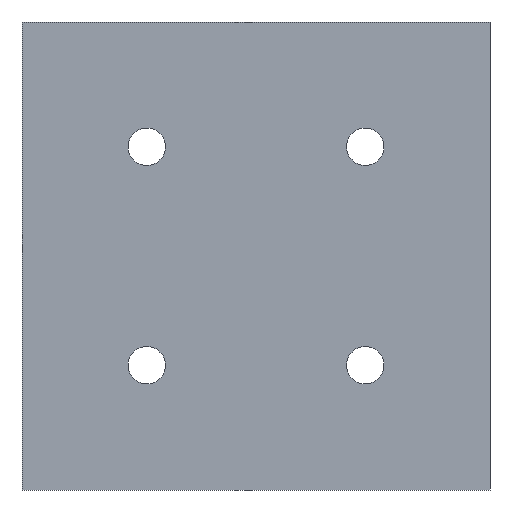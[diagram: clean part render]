
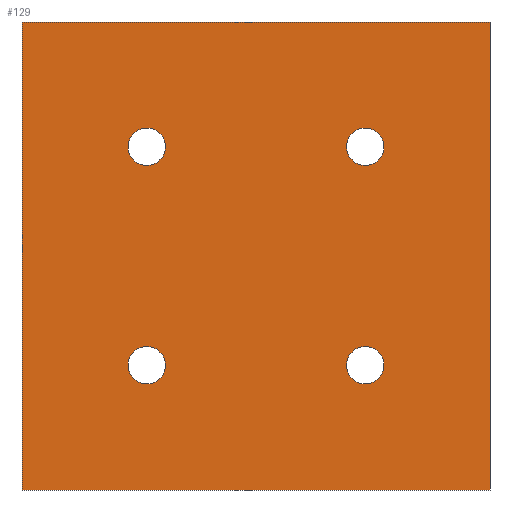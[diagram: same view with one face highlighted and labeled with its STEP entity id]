
A CAD part, front view. The second image highlights one B-rep face of the part: STEP entity #129.
In plain terms, the highlighted planar face has unit normal (0, -1, 0).
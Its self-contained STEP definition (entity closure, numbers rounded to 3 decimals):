
#1 = LINE ( 'NONE', #456, #49 ) ;
#10 = EDGE_CURVE ( 'NONE', #447, #145, #61, .T. ) ;
#16 = PLANE ( 'NONE',  #529 ) ;
#21 = DIRECTION ( 'NONE',  ( 0., 0., -1. ) ) ;
#24 = DIRECTION ( 'NONE',  ( 0., 1., 0. ) ) ;
#28 = VECTOR ( 'NONE', #21, 1000. ) ;
#29 = AXIS2_PLACEMENT_3D ( 'NONE', #79, #366, #481 ) ;
#33 = DIRECTION ( 'NONE',  ( 0., 1., 0. ) ) ;
#40 = CIRCLE ( 'NONE', #266, 6. ) ;
#42 = ORIENTED_EDGE ( 'NONE', *, *, #92, .T. ) ;
#44 = FACE_BOUND ( 'NONE', #399, .T. ) ;
#47 = CARTESIAN_POINT ( 'NONE',  ( 35., 0., -35. ) ) ;
#49 = VECTOR ( 'NONE', #416, 1000. ) ;
#52 = AXIS2_PLACEMENT_3D ( 'NONE', #531, #406, #330 ) ;
#54 = CARTESIAN_POINT ( 'NONE',  ( 35., 0., 29. ) ) ;
#61 = CIRCLE ( 'NONE', #448, 6. ) ;
#66 = CARTESIAN_POINT ( 'NONE',  ( -35., 0., 29. ) ) ;
#67 = DIRECTION ( 'NONE',  ( -1., 0., 0. ) ) ;
#73 = CIRCLE ( 'NONE', #421, 6. ) ;
#74 = ORIENTED_EDGE ( 'NONE', *, *, #176, .T. ) ;
#79 = CARTESIAN_POINT ( 'NONE',  ( -35., 0., -35. ) ) ;
#80 = ORIENTED_EDGE ( 'NONE', *, *, #82, .F. ) ;
#81 = CARTESIAN_POINT ( 'NONE',  ( 75., 0., 75. ) ) ;
#82 = EDGE_CURVE ( 'NONE', #292, #242, #209, .T. ) ;
#88 = CARTESIAN_POINT ( 'NONE',  ( 35., 0., 35. ) ) ;
#89 = LINE ( 'NONE', #361, #287 ) ;
#92 = EDGE_CURVE ( 'NONE', #145, #447, #269, .T. ) ;
#96 = VERTEX_POINT ( 'NONE', #439 ) ;
#102 = DIRECTION ( 'NONE',  ( 0., 1., 0. ) ) ;
#103 = CARTESIAN_POINT ( 'NONE',  ( -75., 0., -75. ) ) ;
#105 = FACE_BOUND ( 'NONE', #407, .T. ) ;
#109 = CIRCLE ( 'NONE', #281, 6. ) ;
#114 = DIRECTION ( 'NONE',  ( 1., 0., 0. ) ) ;
#116 = EDGE_CURVE ( 'NONE', #242, #527, #89, .T. ) ;
#120 = CARTESIAN_POINT ( 'NONE',  ( 75., 0., 75. ) ) ;
#127 = AXIS2_PLACEMENT_3D ( 'NONE', #88, #226, #493 ) ;
#129 = ADVANCED_FACE ( 'NONE', ( #105, #466, #526, #44, #137 ), #16, .F. ) ;
#133 = ORIENTED_EDGE ( 'NONE', *, *, #116, .F. ) ;
#137 = FACE_OUTER_BOUND ( 'NONE', #496, .T. ) ;
#140 = CARTESIAN_POINT ( 'NONE',  ( -35., 0., -35. ) ) ;
#141 = DIRECTION ( 'NONE',  ( 0., 0., 1. ) ) ;
#145 = VERTEX_POINT ( 'NONE', #66 ) ;
#146 = ORIENTED_EDGE ( 'NONE', *, *, #310, .T. ) ;
#152 = DIRECTION ( 'NONE',  ( 0., 0., 1. ) ) ;
#162 = CARTESIAN_POINT ( 'NONE',  ( 75., 0., -75. ) ) ;
#163 = CARTESIAN_POINT ( 'NONE',  ( 35., 0., -35. ) ) ;
#165 = DIRECTION ( 'NONE',  ( 0., 0., 1. ) ) ;
#167 = CARTESIAN_POINT ( 'NONE',  ( -35., 0., -29. ) ) ;
#171 = CARTESIAN_POINT ( 'NONE',  ( -35., 0., 41. ) ) ;
#176 = EDGE_CURVE ( 'NONE', #197, #355, #315, .T. ) ;
#180 = ORIENTED_EDGE ( 'NONE', *, *, #224, .F. ) ;
#183 = ORIENTED_EDGE ( 'NONE', *, *, #227, .T. ) ;
#193 = VECTOR ( 'NONE', #114, 1000. ) ;
#197 = VERTEX_POINT ( 'NONE', #291 ) ;
#209 = LINE ( 'NONE', #519, #28 ) ;
#217 = CIRCLE ( 'NONE', #52, 6. ) ;
#224 = EDGE_CURVE ( 'NONE', #294, #292, #473, .T. ) ;
#226 = DIRECTION ( 'NONE',  ( 0., 1., 0. ) ) ;
#227 = EDGE_CURVE ( 'NONE', #96, #494, #109, .T. ) ;
#242 = VERTEX_POINT ( 'NONE', #162 ) ;
#261 = CARTESIAN_POINT ( 'NONE',  ( 35., 0., -41. ) ) ;
#266 = AXIS2_PLACEMENT_3D ( 'NONE', #140, #102, #306 ) ;
#269 = CIRCLE ( 'NONE', #274, 6. ) ;
#274 = AXIS2_PLACEMENT_3D ( 'NONE', #395, #24, #328 ) ;
#276 = DIRECTION ( 'NONE',  ( 0., 1., 0. ) ) ;
#281 = AXIS2_PLACEMENT_3D ( 'NONE', #163, #33, #165 ) ;
#282 = CARTESIAN_POINT ( 'NONE',  ( 0., 0., 0. ) ) ;
#283 = VERTEX_POINT ( 'NONE', #528 ) ;
#287 = VECTOR ( 'NONE', #67, 1000. ) ;
#291 = CARTESIAN_POINT ( 'NONE',  ( -35., 0., -41. ) ) ;
#292 = VERTEX_POINT ( 'NONE', #81 ) ;
#294 = VERTEX_POINT ( 'NONE', #332 ) ;
#302 = ORIENTED_EDGE ( 'NONE', *, *, #10, .T. ) ;
#306 = DIRECTION ( 'NONE',  ( 0., 0., 1. ) ) ;
#310 = EDGE_CURVE ( 'NONE', #500, #283, #217, .T. ) ;
#315 = CIRCLE ( 'NONE', #29, 6. ) ;
#328 = DIRECTION ( 'NONE',  ( 0., 0., 1. ) ) ;
#330 = DIRECTION ( 'NONE',  ( 0., 0., 1. ) ) ;
#332 = CARTESIAN_POINT ( 'NONE',  ( -75., 0., 75. ) ) ;
#342 = DIRECTION ( 'NONE',  ( 0., 1., 0. ) ) ;
#344 = EDGE_CURVE ( 'NONE', #283, #500, #347, .T. ) ;
#347 = CIRCLE ( 'NONE', #127, 6. ) ;
#350 = CARTESIAN_POINT ( 'NONE',  ( -35., 0., 35. ) ) ;
#355 = VERTEX_POINT ( 'NONE', #167 ) ;
#356 = DIRECTION ( 'NONE',  ( 0., 1., 0. ) ) ;
#360 = EDGE_LOOP ( 'NONE', ( #523, #146 ) ) ;
#361 = CARTESIAN_POINT ( 'NONE',  ( 75., 0., -75. ) ) ;
#366 = DIRECTION ( 'NONE',  ( 0., 1., 0. ) ) ;
#389 = ORIENTED_EDGE ( 'NONE', *, *, #400, .F. ) ;
#395 = CARTESIAN_POINT ( 'NONE',  ( -35., 0., 35. ) ) ;
#399 = EDGE_LOOP ( 'NONE', ( #467, #74 ) ) ;
#400 = EDGE_CURVE ( 'NONE', #527, #294, #1, .T. ) ;
#406 = DIRECTION ( 'NONE',  ( 0., 1., 0. ) ) ;
#407 = EDGE_LOOP ( 'NONE', ( #183, #415 ) ) ;
#415 = ORIENTED_EDGE ( 'NONE', *, *, #465, .T. ) ;
#416 = DIRECTION ( 'NONE',  ( 0., 0., 1. ) ) ;
#421 = AXIS2_PLACEMENT_3D ( 'NONE', #47, #342, #451 ) ;
#439 = CARTESIAN_POINT ( 'NONE',  ( 35., 0., -29. ) ) ;
#447 = VERTEX_POINT ( 'NONE', #171 ) ;
#448 = AXIS2_PLACEMENT_3D ( 'NONE', #350, #276, #141 ) ;
#451 = DIRECTION ( 'NONE',  ( 0., 0., 1. ) ) ;
#456 = CARTESIAN_POINT ( 'NONE',  ( -75., 0., 75. ) ) ;
#465 = EDGE_CURVE ( 'NONE', #494, #96, #73, .T. ) ;
#466 = FACE_BOUND ( 'NONE', #522, .T. ) ;
#467 = ORIENTED_EDGE ( 'NONE', *, *, #488, .T. ) ;
#473 = LINE ( 'NONE', #120, #193 ) ;
#481 = DIRECTION ( 'NONE',  ( 0., 0., 1. ) ) ;
#488 = EDGE_CURVE ( 'NONE', #355, #197, #40, .T. ) ;
#493 = DIRECTION ( 'NONE',  ( 0., 0., 1. ) ) ;
#494 = VERTEX_POINT ( 'NONE', #261 ) ;
#496 = EDGE_LOOP ( 'NONE', ( #389, #133, #80, #180 ) ) ;
#500 = VERTEX_POINT ( 'NONE', #54 ) ;
#519 = CARTESIAN_POINT ( 'NONE',  ( 75., 0., 75. ) ) ;
#522 = EDGE_LOOP ( 'NONE', ( #302, #42 ) ) ;
#523 = ORIENTED_EDGE ( 'NONE', *, *, #344, .T. ) ;
#526 = FACE_BOUND ( 'NONE', #360, .T. ) ;
#527 = VERTEX_POINT ( 'NONE', #103 ) ;
#528 = CARTESIAN_POINT ( 'NONE',  ( 35., 0., 41. ) ) ;
#529 = AXIS2_PLACEMENT_3D ( 'NONE', #282, #356, #152 ) ;
#531 = CARTESIAN_POINT ( 'NONE',  ( 35., 0., 35. ) ) ;
